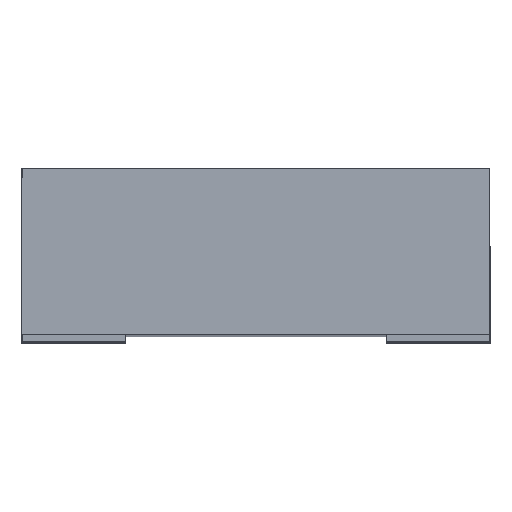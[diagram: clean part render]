
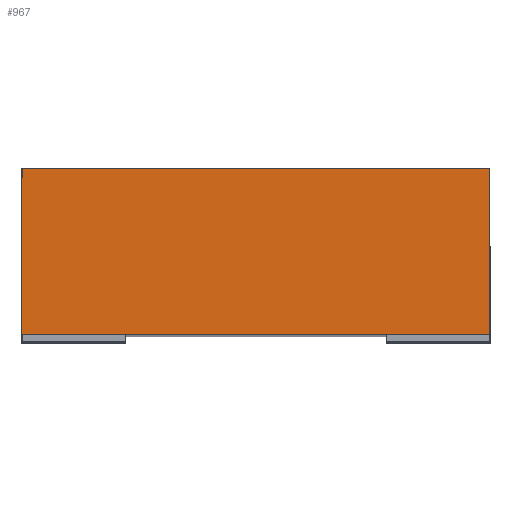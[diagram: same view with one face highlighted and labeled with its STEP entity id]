
A CAD part, top view. The second image highlights one B-rep face of the part: STEP entity #967.
In plain terms, the highlighted planar face has unit normal (0, 0, 1).
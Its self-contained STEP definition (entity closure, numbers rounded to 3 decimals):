
#116 = VECTOR ( 'NONE', #2052, 1000. ) ;
#169 = LINE ( 'NONE', #1557, #3348 ) ;
#678 = CARTESIAN_POINT ( 'NONE',  ( -0.675, 0.02, 1.75 ) ) ;
#714 = VECTOR ( 'NONE', #4097, 1000. ) ;
#805 = EDGE_CURVE ( 'NONE', #2980, #3004, #169, .T. ) ;
#967 = ADVANCED_FACE ( 'NONE', ( #1333 ), #2707, .F. ) ;
#989 = DIRECTION ( 'NONE',  ( 0., 0., -1. ) ) ;
#998 = EDGE_CURVE ( 'NONE', #3004, #1786, #3761, .T. ) ;
#1162 = DIRECTION ( 'NONE',  ( 0., -1., 0. ) ) ;
#1322 = CARTESIAN_POINT ( 'NONE',  ( -0.675, 0.02, 1.75 ) ) ;
#1333 = FACE_OUTER_BOUND ( 'NONE', #1380, .T. ) ;
#1356 = LINE ( 'NONE', #2732, #714 ) ;
#1380 = EDGE_LOOP ( 'NONE', ( #3896, #4102, #2731, #3112 ) ) ;
#1554 = EDGE_CURVE ( 'NONE', #3155, #1786, #2871, .T. ) ;
#1557 = CARTESIAN_POINT ( 'NONE',  ( -0.675, 0.5, 1.75 ) ) ;
#1786 = VERTEX_POINT ( 'NONE', #3263 ) ;
#2052 = DIRECTION ( 'NONE',  ( 1., 0., 0. ) ) ;
#2369 = DIRECTION ( 'NONE',  ( -1., 0., 0. ) ) ;
#2682 = EDGE_CURVE ( 'NONE', #2980, #3155, #1356, .T. ) ;
#2707 = PLANE ( 'NONE',  #4088 ) ;
#2731 = ORIENTED_EDGE ( 'NONE', *, *, #2682, .F. ) ;
#2732 = CARTESIAN_POINT ( 'NONE',  ( -0.675, 0.5, 1.75 ) ) ;
#2871 = LINE ( 'NONE', #4239, #3331 ) ;
#2930 = DIRECTION ( 'NONE',  ( 0., -1., 0. ) ) ;
#2980 = VERTEX_POINT ( 'NONE', #4377 ) ;
#3004 = VERTEX_POINT ( 'NONE', #1322 ) ;
#3112 = ORIENTED_EDGE ( 'NONE', *, *, #805, .T. ) ;
#3155 = VERTEX_POINT ( 'NONE', #3834 ) ;
#3263 = CARTESIAN_POINT ( 'NONE',  ( 0.675, 0.02, 1.75 ) ) ;
#3331 = VECTOR ( 'NONE', #1162, 1000. ) ;
#3348 = VECTOR ( 'NONE', #2930, 1000. ) ;
#3761 = LINE ( 'NONE', #678, #116 ) ;
#3834 = CARTESIAN_POINT ( 'NONE',  ( 0.675, 0.5, 1.75 ) ) ;
#3896 = ORIENTED_EDGE ( 'NONE', *, *, #998, .T. ) ;
#4070 = CARTESIAN_POINT ( 'NONE',  ( -0.675, 0.5, 1.75 ) ) ;
#4088 = AXIS2_PLACEMENT_3D ( 'NONE', #4070, #989, #2369 ) ;
#4097 = DIRECTION ( 'NONE',  ( 1., 0., 0. ) ) ;
#4102 = ORIENTED_EDGE ( 'NONE', *, *, #1554, .F. ) ;
#4239 = CARTESIAN_POINT ( 'NONE',  ( 0.675, 0.5, 1.75 ) ) ;
#4377 = CARTESIAN_POINT ( 'NONE',  ( -0.675, 0.5, 1.75 ) ) ;
